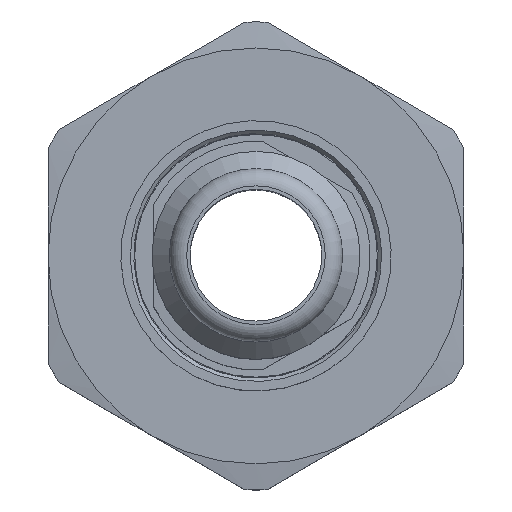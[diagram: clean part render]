
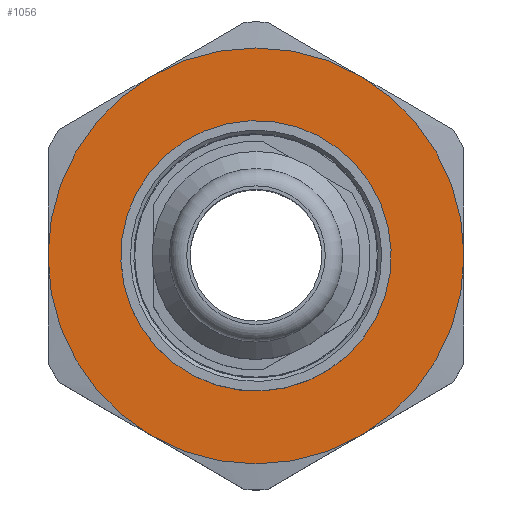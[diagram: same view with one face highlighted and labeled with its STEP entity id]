
A CAD part, top view. The second image highlights one B-rep face of the part: STEP entity #1056.
In plain terms, the highlighted planar face has unit normal (0, 0, 1).
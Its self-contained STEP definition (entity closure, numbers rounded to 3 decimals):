
#57=FACE_BOUND('',#173,.T.);
#64=PLANE('',#1147);
#106=FACE_OUTER_BOUND('',#172,.T.);
#172=EDGE_LOOP('',(#703,#704,#705,#706,#707,#708));
#173=EDGE_LOOP('',(#709));
#323=CIRCLE('',#1146,7.8);
#324=CIRCLE('',#1148,12.);
#325=CIRCLE('',#1149,12.);
#326=CIRCLE('',#1150,12.);
#327=CIRCLE('',#1151,12.);
#328=CIRCLE('',#1152,12.);
#329=CIRCLE('',#1153,12.);
#412=VERTEX_POINT('',#1659);
#413=VERTEX_POINT('',#1663);
#414=VERTEX_POINT('',#1664);
#415=VERTEX_POINT('',#1666);
#416=VERTEX_POINT('',#1668);
#417=VERTEX_POINT('',#1670);
#418=VERTEX_POINT('',#1672);
#526=EDGE_CURVE('',#412,#412,#323,.T.);
#527=EDGE_CURVE('',#413,#414,#324,.T.);
#528=EDGE_CURVE('',#414,#415,#325,.T.);
#529=EDGE_CURVE('',#415,#416,#326,.T.);
#530=EDGE_CURVE('',#416,#417,#327,.T.);
#531=EDGE_CURVE('',#417,#418,#328,.T.);
#532=EDGE_CURVE('',#418,#413,#329,.T.);
#703=ORIENTED_EDGE('',*,*,#527,.T.);
#704=ORIENTED_EDGE('',*,*,#528,.T.);
#705=ORIENTED_EDGE('',*,*,#529,.T.);
#706=ORIENTED_EDGE('',*,*,#530,.T.);
#707=ORIENTED_EDGE('',*,*,#531,.T.);
#708=ORIENTED_EDGE('',*,*,#532,.T.);
#709=ORIENTED_EDGE('',*,*,#526,.T.);
#1056=ADVANCED_FACE('',(#106,#57),#64,.T.);
#1146=AXIS2_PLACEMENT_3D('',#1661,#1316,#1317);
#1147=AXIS2_PLACEMENT_3D('',#1662,#1318,#1319);
#1148=AXIS2_PLACEMENT_3D('',#1665,#1320,#1321);
#1149=AXIS2_PLACEMENT_3D('',#1667,#1322,#1323);
#1150=AXIS2_PLACEMENT_3D('',#1669,#1324,#1325);
#1151=AXIS2_PLACEMENT_3D('',#1671,#1326,#1327);
#1152=AXIS2_PLACEMENT_3D('',#1673,#1328,#1329);
#1153=AXIS2_PLACEMENT_3D('',#1674,#1330,#1331);
#1316=DIRECTION('center_axis',(0.,0.,-1.));
#1317=DIRECTION('ref_axis',(-0.13,-0.992,0.));
#1318=DIRECTION('center_axis',(0.,0.,1.));
#1319=DIRECTION('ref_axis',(1.,0.,0.));
#1320=DIRECTION('center_axis',(0.,0.,1.));
#1321=DIRECTION('ref_axis',(-1.,0.,0.));
#1322=DIRECTION('center_axis',(0.,0.,1.));
#1323=DIRECTION('ref_axis',(-1.,0.,0.));
#1324=DIRECTION('center_axis',(0.,0.,1.));
#1325=DIRECTION('ref_axis',(-1.,0.,0.));
#1326=DIRECTION('center_axis',(0.,0.,1.));
#1327=DIRECTION('ref_axis',(-1.,0.,0.));
#1328=DIRECTION('center_axis',(0.,0.,1.));
#1329=DIRECTION('ref_axis',(-1.,0.,0.));
#1330=DIRECTION('center_axis',(0.,0.,1.));
#1331=DIRECTION('ref_axis',(-1.,0.,0.));
#1659=CARTESIAN_POINT('',(1.011,7.734,0.));
#1661=CARTESIAN_POINT('Origin',(0.,0.,
0.));
#1662=CARTESIAN_POINT('Origin',(0.,0.,0.));
#1663=CARTESIAN_POINT('',(-6.,-10.392,0.));
#1664=CARTESIAN_POINT('',(6.,-10.392,0.));
#1665=CARTESIAN_POINT('Origin',(0.,0.,0.));
#1666=CARTESIAN_POINT('',(12.,0.,0.));
#1667=CARTESIAN_POINT('Origin',(0.,0.,0.));
#1668=CARTESIAN_POINT('',(6.,10.392,0.));
#1669=CARTESIAN_POINT('Origin',(0.,0.,0.));
#1670=CARTESIAN_POINT('',(-6.,10.392,0.));
#1671=CARTESIAN_POINT('Origin',(0.,0.,0.));
#1672=CARTESIAN_POINT('',(-12.,0.,0.));
#1673=CARTESIAN_POINT('Origin',(0.,0.,0.));
#1674=CARTESIAN_POINT('Origin',(0.,0.,0.));
